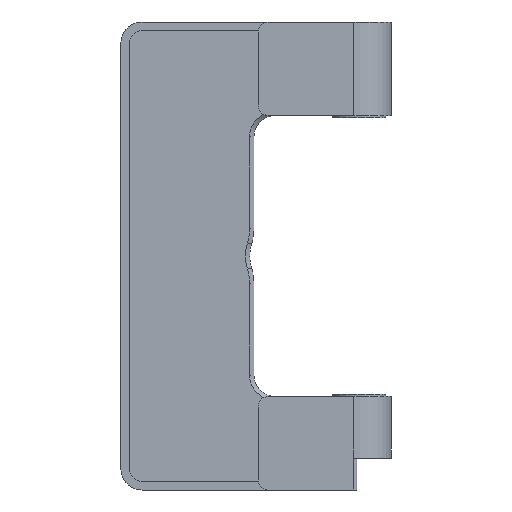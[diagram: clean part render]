
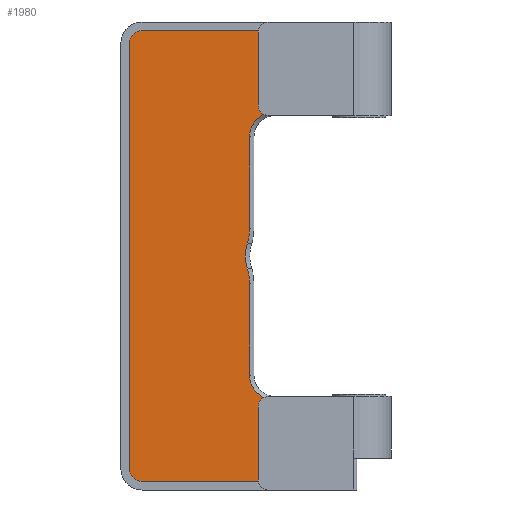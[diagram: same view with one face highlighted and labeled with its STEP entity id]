
A CAD part, left-side view. The second image highlights one B-rep face of the part: STEP entity #1980.
In plain terms, the highlighted planar face has unit normal (-1, 0, 0).
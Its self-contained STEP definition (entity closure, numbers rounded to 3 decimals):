
#75=PLANE('',#2137);
#155=FACE_OUTER_BOUND('',#268,.T.);
#268=EDGE_LOOP('',(#1427,#1428,#1429,#1430,#1431,#1432,#1433,#1434,#1435,
#1436,#1437,#1438,#1439,#1440,#1441,#1442,#1443,#1444));
#371=LINE('',#2927,#581);
#377=LINE('',#2951,#587);
#396=LINE('',#3019,#606);
#397=LINE('',#3023,#607);
#398=LINE('',#3027,#608);
#399=LINE('',#3031,#609);
#400=LINE('',#3035,#610);
#581=VECTOR('',#2327,10.);
#587=VECTOR('',#2353,10.);
#606=VECTOR('',#2406,10.);
#607=VECTOR('',#2409,10.);
#608=VECTOR('',#2412,10.);
#609=VECTOR('',#2415,10.);
#610=VECTOR('',#2418,10.);
#794=CIRCLE('',#2110,2.4);
#795=CIRCLE('',#2113,4.6);
#797=CIRCLE('',#2116,4.1);
#799=CIRCLE('',#2119,4.6);
#801=CIRCLE('',#2123,2.4);
#808=CIRCLE('',#2138,1.);
#809=CIRCLE('',#2139,1.);
#810=CIRCLE('',#2140,1.19);
#811=CIRCLE('',#2141,1.19);
#812=CIRCLE('',#2142,1.);
#813=CIRCLE('',#2143,1.);
#873=VERTEX_POINT('',#2910);
#874=VERTEX_POINT('',#2912);
#876=VERTEX_POINT('',#2925);
#878=VERTEX_POINT('',#2930);
#880=VERTEX_POINT('',#2936);
#882=VERTEX_POINT('',#2942);
#884=VERTEX_POINT('',#2949);
#885=VERTEX_POINT('',#2953);
#904=VERTEX_POINT('',#3016);
#905=VERTEX_POINT('',#3018);
#906=VERTEX_POINT('',#3020);
#907=VERTEX_POINT('',#3022);
#908=VERTEX_POINT('',#3024);
#909=VERTEX_POINT('',#3026);
#910=VERTEX_POINT('',#3028);
#911=VERTEX_POINT('',#3030);
#912=VERTEX_POINT('',#3032);
#913=VERTEX_POINT('',#3034);
#1065=EDGE_CURVE('',#873,#874,#794,.T.);
#1069=EDGE_CURVE('',#876,#873,#371,.T.);
#1071=EDGE_CURVE('',#878,#876,#795,.T.);
#1074=EDGE_CURVE('',#880,#878,#797,.T.);
#1077=EDGE_CURVE('',#882,#880,#799,.T.);
#1081=EDGE_CURVE('',#884,#882,#377,.T.);
#1083=EDGE_CURVE('',#885,#884,#801,.T.);
#1109=EDGE_CURVE('',#904,#885,#808,.F.);
#1110=EDGE_CURVE('',#904,#905,#396,.F.);
#1111=EDGE_CURVE('',#906,#905,#809,.F.);
#1112=EDGE_CURVE('',#906,#907,#397,.T.);
#1113=EDGE_CURVE('',#907,#908,#810,.T.);
#1114=EDGE_CURVE('',#909,#908,#398,.T.);
#1115=EDGE_CURVE('',#909,#910,#811,.T.);
#1116=EDGE_CURVE('',#910,#911,#399,.T.);
#1117=EDGE_CURVE('',#912,#911,#812,.F.);
#1118=EDGE_CURVE('',#912,#913,#400,.F.);
#1119=EDGE_CURVE('',#874,#913,#813,.F.);
#1427=ORIENTED_EDGE('',*,*,#1083,.F.);
#1428=ORIENTED_EDGE('',*,*,#1109,.F.);
#1429=ORIENTED_EDGE('',*,*,#1110,.T.);
#1430=ORIENTED_EDGE('',*,*,#1111,.F.);
#1431=ORIENTED_EDGE('',*,*,#1112,.T.);
#1432=ORIENTED_EDGE('',*,*,#1113,.T.);
#1433=ORIENTED_EDGE('',*,*,#1114,.F.);
#1434=ORIENTED_EDGE('',*,*,#1115,.T.);
#1435=ORIENTED_EDGE('',*,*,#1116,.T.);
#1436=ORIENTED_EDGE('',*,*,#1117,.F.);
#1437=ORIENTED_EDGE('',*,*,#1118,.T.);
#1438=ORIENTED_EDGE('',*,*,#1119,.F.);
#1439=ORIENTED_EDGE('',*,*,#1065,.F.);
#1440=ORIENTED_EDGE('',*,*,#1069,.F.);
#1441=ORIENTED_EDGE('',*,*,#1071,.F.);
#1442=ORIENTED_EDGE('',*,*,#1074,.F.);
#1443=ORIENTED_EDGE('',*,*,#1077,.F.);
#1444=ORIENTED_EDGE('',*,*,#1081,.F.);
#1980=ADVANCED_FACE('',(#155),#75,.F.);
#2110=AXIS2_PLACEMENT_3D('',#2913,#2321,#2322);
#2113=AXIS2_PLACEMENT_3D('',#2932,#2331,#2332);
#2116=AXIS2_PLACEMENT_3D('',#2938,#2338,#2339);
#2119=AXIS2_PLACEMENT_3D('',#2944,#2345,#2346);
#2123=AXIS2_PLACEMENT_3D('',#2963,#2356,#2357);
#2137=AXIS2_PLACEMENT_3D('',#3015,#2402,#2403);
#2138=AXIS2_PLACEMENT_3D('',#3017,#2404,#2405);
#2139=AXIS2_PLACEMENT_3D('',#3021,#2407,#2408);
#2140=AXIS2_PLACEMENT_3D('',#3025,#2410,#2411);
#2141=AXIS2_PLACEMENT_3D('',#3029,#2413,#2414);
#2142=AXIS2_PLACEMENT_3D('',#3033,#2416,#2417);
#2143=AXIS2_PLACEMENT_3D('',#3036,#2419,#2420);
#2321=DIRECTION('center_axis',(-1.,0.,0.));
#2322=DIRECTION('ref_axis',(0.,0.707,-0.707));
#2327=DIRECTION('',(0.,0.,-1.));
#2331=DIRECTION('center_axis',(1.,0.,0.));
#2332=DIRECTION('ref_axis',(0.,-0.988,0.152));
#2338=DIRECTION('center_axis',(-1.,0.,0.));
#2339=DIRECTION('ref_axis',(0.,1.,0.));
#2345=DIRECTION('center_axis',(1.,0.,0.));
#2346=DIRECTION('ref_axis',(0.,-0.988,-0.152));
#2353=DIRECTION('',(0.,0.,-1.));
#2356=DIRECTION('center_axis',(-1.,0.,0.));
#2357=DIRECTION('ref_axis',(0.,0.707,0.707));
#2402=DIRECTION('center_axis',(1.,0.,0.));
#2403=DIRECTION('ref_axis',(0.,1.,0.));
#2404=DIRECTION('center_axis',(1.,0.,0.));
#2405=DIRECTION('ref_axis',(0.,0.707,-0.707));
#2406=DIRECTION('',(0.,0.,-1.));
#2407=DIRECTION('center_axis',(1.,0.,0.));
#2408=DIRECTION('ref_axis',(0.,0.707,0.707));
#2409=DIRECTION('',(0.,1.,0.));
#2410=DIRECTION('center_axis',(-1.,0.,0.));
#2411=DIRECTION('ref_axis',(0.,0.,-1.));
#2412=DIRECTION('',(0.,0.,1.));
#2413=DIRECTION('center_axis',(-1.,0.,0.));
#2414=DIRECTION('ref_axis',(0.,0.,-1.));
#2415=DIRECTION('',(0.,-1.,0.));
#2416=DIRECTION('center_axis',(1.,0.,0.));
#2417=DIRECTION('ref_axis',(0.,0.707,-0.707));
#2418=DIRECTION('',(0.,0.,-1.));
#2419=DIRECTION('center_axis',(1.,0.,0.));
#2420=DIRECTION('ref_axis',(0.,0.707,0.707));
#2910=CARTESIAN_POINT('',(1.8,13.7,8.8));
#2912=CARTESIAN_POINT('',(1.8,12.399,6.667));
#2913=CARTESIAN_POINT('Origin',(1.8,11.3,8.8));
#2925=CARTESIAN_POINT('',(1.8,13.7,17.392));
#2927=CARTESIAN_POINT('',(1.8,13.7,26.5));
#2930=CARTESIAN_POINT('',(1.8,13.911,18.771));
#2932=CARTESIAN_POINT('Origin',(1.8,18.3,17.392));
#2936=CARTESIAN_POINT('',(1.8,13.911,21.229));
#2938=CARTESIAN_POINT('Origin',(1.8,10.,20.));
#2942=CARTESIAN_POINT('',(1.8,13.7,22.608));
#2944=CARTESIAN_POINT('Origin',(1.8,18.3,22.608));
#2949=CARTESIAN_POINT('',(1.8,13.7,31.2));
#2951=CARTESIAN_POINT('',(1.8,13.7,26.5));
#2953=CARTESIAN_POINT('',(1.8,12.399,33.333));
#2963=CARTESIAN_POINT('Origin',(1.8,11.3,31.2));
#3015=CARTESIAN_POINT('Origin',(1.8,13.5,20.));
#3016=CARTESIAN_POINT('',(1.8,12.9,34.2));
#3017=CARTESIAN_POINT('Origin',(1.8,11.9,34.2));
#3018=CARTESIAN_POINT('',(1.8,12.9,41.));
#3019=CARTESIAN_POINT('',(1.8,12.9,30.));
#3020=CARTESIAN_POINT('',(1.8,12.882,41.19));
#3021=CARTESIAN_POINT('Origin',(1.8,11.9,41.));
#3022=CARTESIAN_POINT('',(1.8,23.81,41.19));
#3023=CARTESIAN_POINT('',(1.8,18.655,41.19));
#3024=CARTESIAN_POINT('',(1.8,25.,40.));
#3025=CARTESIAN_POINT('Origin',(1.8,23.81,40.));
#3026=CARTESIAN_POINT('',(1.8,25.,0.));
#3027=CARTESIAN_POINT('',(1.8,25.,0.));
#3028=CARTESIAN_POINT('',(1.8,23.81,-1.19));
#3029=CARTESIAN_POINT('Origin',(1.8,23.81,0.));
#3030=CARTESIAN_POINT('',(1.8,12.882,-1.19));
#3031=CARTESIAN_POINT('',(1.8,13.191,-1.19));
#3032=CARTESIAN_POINT('',(1.8,12.9,-1.));
#3033=CARTESIAN_POINT('Origin',(1.8,11.9,-1.));
#3034=CARTESIAN_POINT('',(1.8,12.9,5.8));
#3035=CARTESIAN_POINT('',(1.8,12.9,13.5));
#3036=CARTESIAN_POINT('Origin',(1.8,11.9,5.8));
